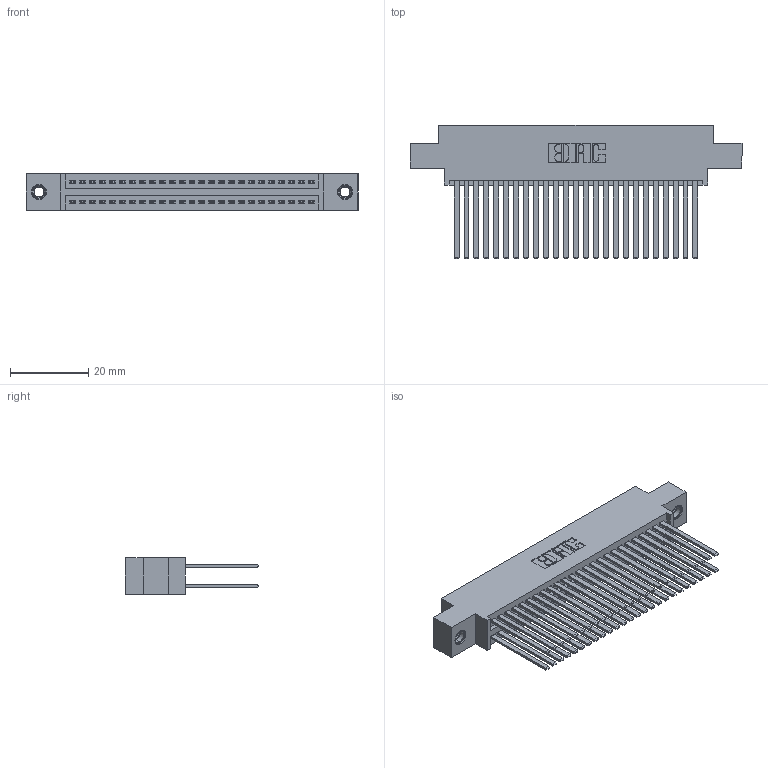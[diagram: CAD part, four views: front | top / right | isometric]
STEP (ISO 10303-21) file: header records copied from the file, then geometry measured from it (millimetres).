
FILE_DESCRIPTION (( 'STEP AP203' ), '1' );
FILE_NAME ('345-050-544-807.STEP', '2018-09-14T09:04:12', ( '' ), ( '' ), 'SwSTEP 2.0', 'SolidWorks 2016', '' );
FILE_SCHEMA (( 'CONFIG_CONTROL_DESIGN' ));
Length unit declared in the file: inch
Products named in the file (4): 345 Part_0.170 Offset - 0.156 Dia-TI; 345-292-001_345-293-144; 345-250-001_345-250-005-103; 345-050-544-807
Assembly tree (53 placements, depth 2):
  345-050-544-807
    345 Part_0.170 Offset - 0.156 Dia-TI
    345-292-001_345-293-144  x50
    345-250-001_345-250-005-103  x2
Bounding box: 84.71 x 33.96 x 9.4 mm (x, y, z)
Volume: 8644.9 mm3; surface area: 14675 mm2
Topology: 53 solids, 53 shells, 2390 faces, 7039 edges, 4618 vertices
Faces by surface type: plane 1566, cylinder 808, cone 12, torus 4
Entity records: 23038 total; most frequent: CARTESIAN_POINT 3859, ORIENTED_EDGE 3786, DIRECTION 3447, EDGE_CURVE 1893, VECTOR 1645, LINE 1645, VERTEX_POINT 1256, AXIS2_PLACEMENT_3D 901
